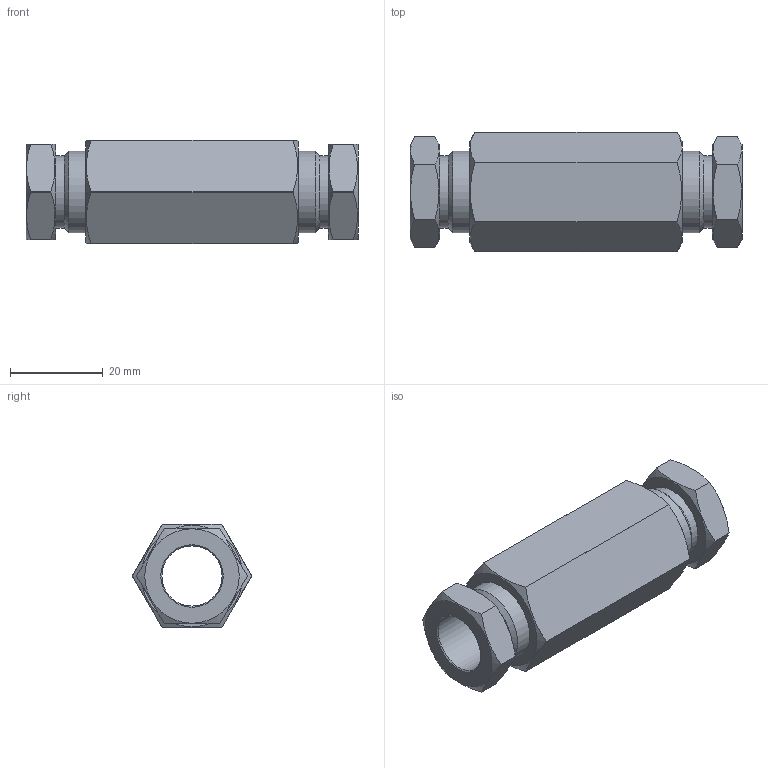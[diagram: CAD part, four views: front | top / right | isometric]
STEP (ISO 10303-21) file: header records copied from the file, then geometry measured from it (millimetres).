
FILE_DESCRIPTION((''),'2;1');
FILE_NAME('305131-ZU8T Internal union.stp','2013-08-23T15:46:18',('Franzp'),(''),'Autodesk Inventor 2013','Autodesk Inventor 2013','');
FILE_SCHEMA(('AUTOMOTIVE_DESIGN { 1 0 10303 214 1 1 1 1 }'));
Length unit declared in the file: millimetre
Products named in the file (1): 305131_Shrinkwrap_1
Bounding box: 71.46 x 25.66 x 22.23 mm (x, y, z)
Surface area: 8521.2 mm2 (no closed solid volume)
Topology: 0 solids, 5 shells, 42 faces, 160 edges, 106 vertices
Faces by surface type: plane 24, cone 12, cylinder 6
Full cylindrical faces by diameter (mm): 12.95 x2, 15.5 x2, 17.462 x2
Entity records: 1561 total; most frequent: CARTESIAN_POINT 347, DIRECTION 246, ORIENTED_EDGE 186, EDGE_CURVE 134, AXIS2_PLACEMENT_3D 105, VERTEX_POINT 98, EDGE_LOOP 66, CIRCLE 62
